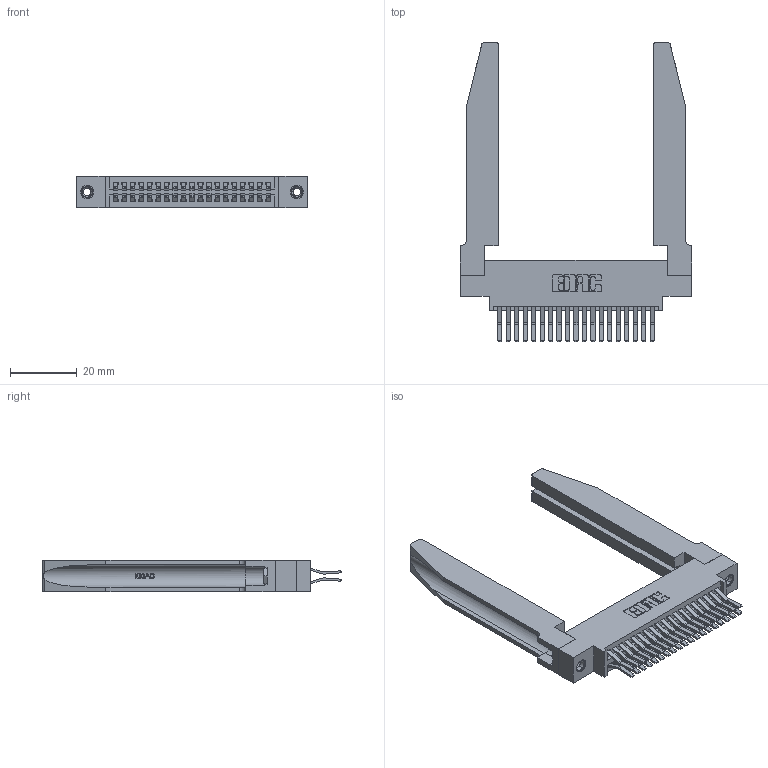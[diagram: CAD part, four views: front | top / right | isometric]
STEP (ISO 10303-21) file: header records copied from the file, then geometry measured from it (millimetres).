
FILE_DESCRIPTION (( 'STEP AP203' ), '1' );
FILE_NAME ('345-038-560-878.STEP', '2019-10-28T16:26:54', ( '' ), ( '' ), 'SwSTEP 2.0', 'SolidWorks 2016', '' );
FILE_SCHEMA (( 'CONFIG_CONTROL_DESIGN' ));
Length unit declared in the file: inch
Products named in the file (5): 345-038-560-878; 345-220-078_345-220-078; 345-250-001_345-250-001-102; 345 Part_0.170 Offset - 0.156 Dia-TH; 345-292-001_560 Tail
Assembly tree (43 placements, depth 2):
  345-038-560-878
    345 Part_0.170 Offset - 0.156 Dia-TH
    345-292-001_560 Tail  x38
    345-250-001_345-250-001-102  x2
    345-220-078_345-220-078  x2
Bounding box: 69.49 x 89.72 x 9.4 mm (x, y, z)
Volume: 14443.4 mm3; surface area: 17040.8 mm2
Topology: 43 solids, 43 shells, 2340 faces, 6851 edges, 4506 vertices
Faces by surface type: plane 1480, cylinder 808, bspline 36, cone 12, torus 4
Entity records: 22964 total; most frequent: CARTESIAN_POINT 4791, ORIENTED_EDGE 3622, DIRECTION 3249, EDGE_CURVE 1811, VECTOR 1505, LINE 1505, VERTEX_POINT 1200, AXIS2_PLACEMENT_3D 872
